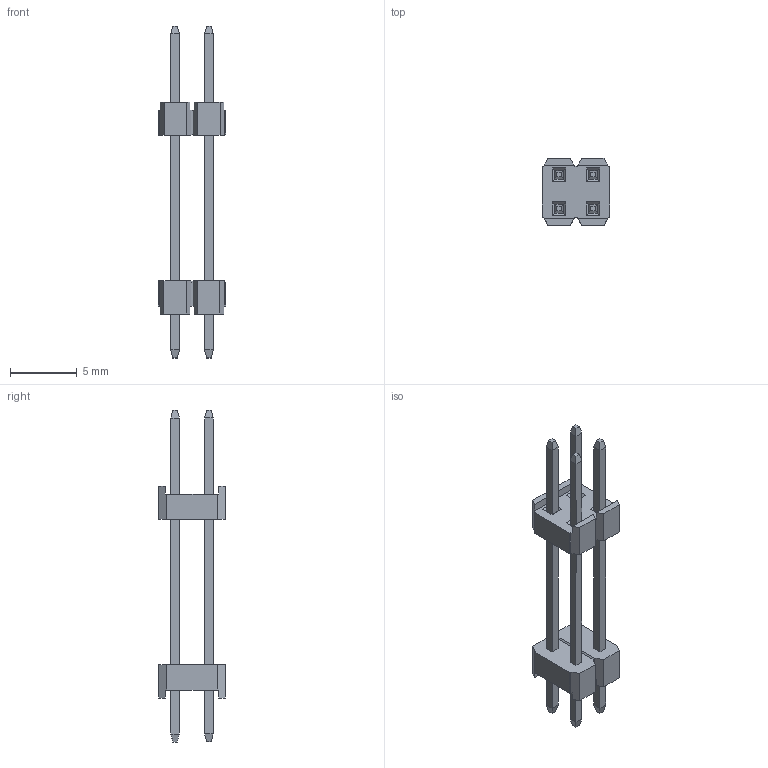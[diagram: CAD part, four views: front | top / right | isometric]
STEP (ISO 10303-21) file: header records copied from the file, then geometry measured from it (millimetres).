
FILE_DESCRIPTION(/* description */ (''),/* implementation_level */ '2;1');
FILE_NAME(/* name */ '950-20-004-Dummy .stp',/* time_stamp */ '2025-04-23T11:37:14+02:00',/* author */ ('andreas.larin'),/* organization */ (''),/* preprocessor_version */ 'ST-DEVELOPER v20',/* originating_system */ 'Autodesk Inventor 2025',/* authorisation */ '');
FILE_SCHEMA (('AUTOMOTIVE_DESIGN { 1 0 10303 214 3 1 1 }'));
Length unit declared in the file: millimetre
Products named in the file (1): 950-20-004-Dummy 
Bounding box: 5.08 x 5 x 24.9 mm (x, y, z)
Volume: 129 mm3; surface area: 411.4 mm2
Topology: 1 solids, 1 shells, 188 faces, 452 edges, 276 vertices
Faces by surface type: plane 188
Entity records: 5303 total; most frequent: CARTESIAN_POINT 917, ORIENTED_EDGE 904, DIRECTION 830, LINE 452, VECTOR 452, EDGE_CURVE 452, VERTEX_POINT 276, EDGE_LOOP 204
